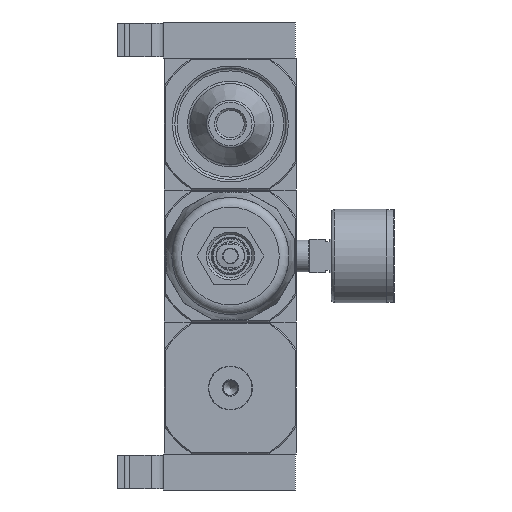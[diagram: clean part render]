
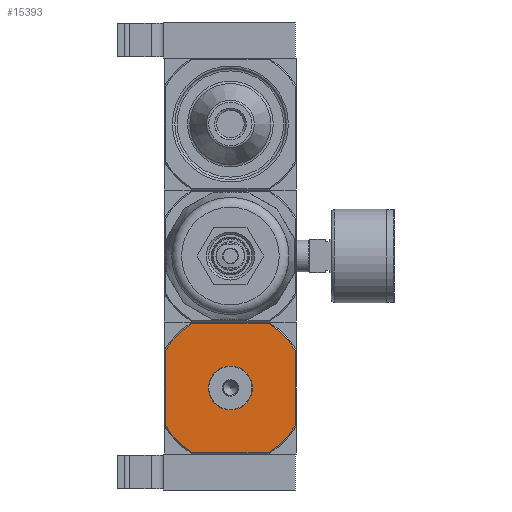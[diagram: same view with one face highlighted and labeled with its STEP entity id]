
A CAD part, front view. The second image highlights one B-rep face of the part: STEP entity #15393.
In plain terms, the highlighted planar face has unit normal (0, -1, 0).
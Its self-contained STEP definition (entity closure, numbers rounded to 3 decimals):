
#1695=CIRCLE('',#21822,6.579);
#1696=CIRCLE('',#21823,31.25);
#1697=CIRCLE('',#21824,31.25);
#1698=CIRCLE('',#21825,31.25);
#1699=CIRCLE('',#21826,31.25);
#5572=ORIENTED_EDGE('',*,*,#7916,.F.);
#5573=ORIENTED_EDGE('',*,*,#7917,.T.);
#5574=ORIENTED_EDGE('',*,*,#7918,.F.);
#5575=ORIENTED_EDGE('',*,*,#7912,.T.);
#5576=ORIENTED_EDGE('',*,*,#7919,.F.);
#5577=ORIENTED_EDGE('',*,*,#7920,.F.);
#5578=ORIENTED_EDGE('',*,*,#7921,.F.);
#5579=ORIENTED_EDGE('',*,*,#7922,.F.);
#5580=ORIENTED_EDGE('',*,*,#7923,.F.);
#7912=EDGE_CURVE('',#9451,#9452,#10452,.T.);
#7916=EDGE_CURVE('',#9455,#9455,#1695,.T.);
#7917=EDGE_CURVE('',#9456,#9457,#10454,.T.);
#7918=EDGE_CURVE('',#9451,#9457,#1696,.T.);
#7919=EDGE_CURVE('',#9458,#9452,#1697,.T.);
#7920=EDGE_CURVE('',#9459,#9458,#10455,.T.);
#7921=EDGE_CURVE('',#9460,#9459,#1698,.T.);
#7922=EDGE_CURVE('',#9461,#9460,#10456,.T.);
#7923=EDGE_CURVE('',#9456,#9461,#1699,.T.);
#9451=VERTEX_POINT('',#31881);
#9452=VERTEX_POINT('',#31882);
#9455=VERTEX_POINT('',#31896);
#9456=VERTEX_POINT('',#31898);
#9457=VERTEX_POINT('',#31899);
#9458=VERTEX_POINT('',#31902);
#9459=VERTEX_POINT('',#31904);
#9460=VERTEX_POINT('',#31906);
#9461=VERTEX_POINT('',#31908);
#10452=LINE('',#31880,#11399);
#10454=LINE('',#31897,#11401);
#10455=LINE('',#31903,#11402);
#10456=LINE('',#31907,#11403);
#11399=VECTOR('',#26111,1000.);
#11401=VECTOR('',#26117,1000.);
#11402=VECTOR('',#26122,1000.);
#11403=VECTOR('',#26125,1000.);
#12595=EDGE_LOOP('',(#5572));
#12596=EDGE_LOOP('',(#5573,#5574,#5575,#5576,#5577,#5578,#5579,#5580));
#13883=FACE_BOUND('',#12595,.T.);
#13884=FACE_BOUND('',#12596,.T.);
#14506=PLANE('',#21821);
#15393=ADVANCED_FACE('',(#13883,#13884),#14506,.F.);
#21821=AXIS2_PLACEMENT_3D('',#31894,#26113,#26114);
#21822=AXIS2_PLACEMENT_3D('',#31895,#26115,#26116);
#21823=AXIS2_PLACEMENT_3D('',#31900,#26118,#26119);
#21824=AXIS2_PLACEMENT_3D('',#31901,#26120,#26121);
#21825=AXIS2_PLACEMENT_3D('',#31905,#26123,#26124);
#21826=AXIS2_PLACEMENT_3D('',#31909,#26126,#26127);
#26111=DIRECTION('',(0.,0.,-1.));
#26113=DIRECTION('',(0.,1.,0.));
#26114=DIRECTION('',(0.,0.,1.));
#26115=DIRECTION('',(0.,-1.,0.));
#26116=DIRECTION('',(0.,0.,-1.));
#26117=DIRECTION('',(-1.,0.,0.));
#26118=DIRECTION('',(0.,1.,0.));
#26119=DIRECTION('',(-1.,0.,0.));
#26120=DIRECTION('',(0.,1.,0.));
#26121=DIRECTION('',(-1.,0.,0.));
#26122=DIRECTION('',(-1.,0.,0.));
#26123=DIRECTION('',(0.,1.,0.));
#26124=DIRECTION('',(-1.,0.,0.));
#26125=DIRECTION('',(0.,0.,-1.));
#26126=DIRECTION('',(0.,1.,0.));
#26127=DIRECTION('',(-1.,0.,0.));
#31880=CARTESIAN_POINT('',(-27.,-27.5,27.5));
#31881=CARTESIAN_POINT('',(-27.,-27.5,15.734));
#31882=CARTESIAN_POINT('',(-27.,-27.5,-15.734));
#31894=CARTESIAN_POINT('',(-27.,-27.5,27.5));
#31895=CARTESIAN_POINT('',(0.,-27.5,0.));
#31896=CARTESIAN_POINT('',(0.,-27.5,-6.579));
#31897=CARTESIAN_POINT('',(27.5,-27.5,27.));
#31898=CARTESIAN_POINT('',(15.734,-27.5,27.));
#31899=CARTESIAN_POINT('',(-15.734,-27.5,27.));
#31900=CARTESIAN_POINT('',(0.,-27.5,0.));
#31901=CARTESIAN_POINT('',(0.,-27.5,0.));
#31902=CARTESIAN_POINT('',(-15.734,-27.5,-27.));
#31903=CARTESIAN_POINT('',(27.5,-27.5,-27.));
#31904=CARTESIAN_POINT('',(15.734,-27.5,-27.));
#31905=CARTESIAN_POINT('',(0.,-27.5,0.));
#31906=CARTESIAN_POINT('',(27.,-27.5,-15.734));
#31907=CARTESIAN_POINT('',(27.,-27.5,27.5));
#31908=CARTESIAN_POINT('',(27.,-27.5,15.734));
#31909=CARTESIAN_POINT('',(0.,-27.5,0.));
